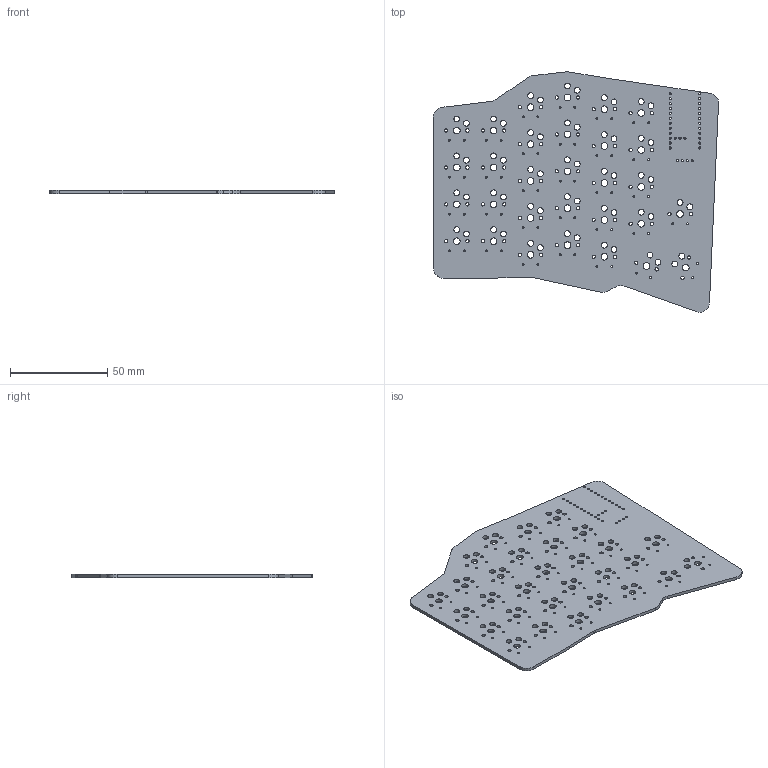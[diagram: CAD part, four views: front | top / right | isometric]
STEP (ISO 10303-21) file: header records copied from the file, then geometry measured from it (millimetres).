
FILE_DESCRIPTION(('KiCad electronic assembly'),'2;1');
FILE_NAME('left.step','2025-02-19T21:00:30',('Pcbnew'),('Kicad'), 'Open CASCADE STEP processor 7.8','KiCad to STEP converter','Unknown' );
FILE_SCHEMA(('AUTOMOTIVE_DESIGN { 1 0 10303 214 1 1 1 1 }'));
Length unit declared in the file: millimetre
Products named in the file (2): left 1; _autosave-left_PCB
Assembly tree (1 placements, depth 2):
  left 1
    _autosave-left_PCB
Bounding box: 146.8 x 123.78 x 1.6 mm (x, y, z)
Volume: 22412.9 mm3; surface area: 31202.6 mm2
Topology: 1 solids, 1 shells, 276 faces, 822 edges, 548 vertices
Faces by surface type: cylinder 251, plane 25
Full cylindrical faces by diameter (mm): 0.991 x60, 1 x4, 1.092 x27, 1.702 x60, 3 x60, 3.429 x30
Entity records: 10569 total; most frequent: DIRECTION 1880, CARTESIAN_POINT 1648, ORIENTED_EDGE 1644, EDGE_CURVE 822, AXIS2_PLACEMENT_3D 780, FACE_BOUND 758, EDGE_LOOP 758, VERTEX_POINT 548
